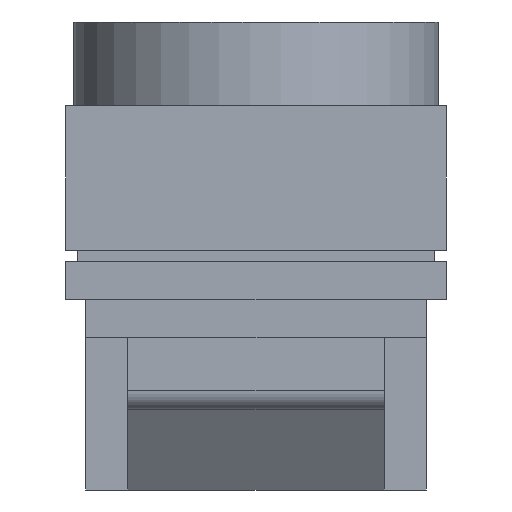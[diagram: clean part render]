
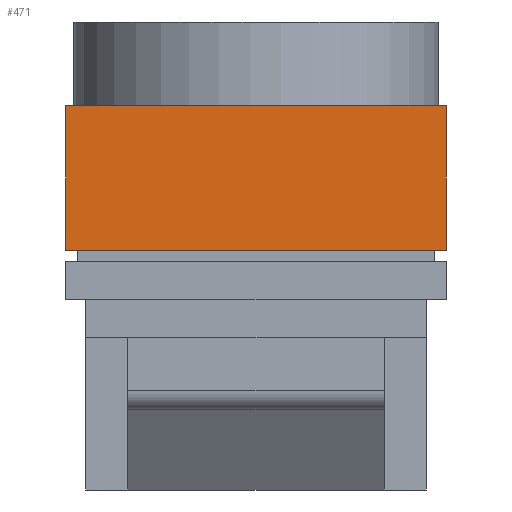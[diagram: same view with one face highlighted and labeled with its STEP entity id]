
A CAD part, left-side view. The second image highlights one B-rep face of the part: STEP entity #471.
In plain terms, the highlighted planar face has unit normal (-1, 0, 0).
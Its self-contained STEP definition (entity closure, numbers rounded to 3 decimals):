
#471 = ADVANCED_FACE( '', ( #1111 ), #1112, .F. );
#1111 = FACE_OUTER_BOUND( '', #1949, .T. );
#1112 = PLANE( '', #1950 );
#1949 = EDGE_LOOP( '', ( #3426, #3427, #3428, #3429 ) );
#1950 = AXIS2_PLACEMENT_3D( '', #3430, #3431, #3432 );
#3426 = ORIENTED_EDGE( '', *, *, #5394, .F. );
#3427 = ORIENTED_EDGE( '', *, *, #5761, .T. );
#3428 = ORIENTED_EDGE( '', *, *, #5762, .T. );
#3429 = ORIENTED_EDGE( '', *, *, #5763, .F. );
#3430 = CARTESIAN_POINT( '', ( -5., 5., 6. ) );
#3431 = DIRECTION( '', ( 1., 0., 0. ) );
#3432 = DIRECTION( '', ( 0., 0., -1. ) );
#5394 = EDGE_CURVE( '', #6376, #6369, #6378, .T. );
#5761 = EDGE_CURVE( '', #6376, #6974, #6975, .T. );
#5762 = EDGE_CURVE( '', #6974, #6976, #6977, .T. );
#5763 = EDGE_CURVE( '', #6369, #6976, #6978, .T. );
#6369 = VERTEX_POINT( '', #7946 );
#6376 = VERTEX_POINT( '', #7956 );
#6378 = LINE( '', #7959, #7960 );
#6974 = VERTEX_POINT( '', #9313 );
#6975 = LINE( '', #9314, #9315 );
#6976 = VERTEX_POINT( '', #9316 );
#6977 = LINE( '', #9317, #9318 );
#6978 = LINE( '', #9319, #9320 );
#7946 = CARTESIAN_POINT( '', ( -5., -5., 3.8 ) );
#7956 = CARTESIAN_POINT( '', ( -5., 5., 3.8 ) );
#7959 = CARTESIAN_POINT( '', ( -5., 5., 3.8 ) );
#7960 = VECTOR( '', #10633, 1000. );
#9313 = CARTESIAN_POINT( '', ( -5., 5., 0. ) );
#9314 = CARTESIAN_POINT( '', ( -5., 5., 6. ) );
#9315 = VECTOR( '', #10815, 1000. );
#9316 = CARTESIAN_POINT( '', ( -5., -5., 0. ) );
#9317 = CARTESIAN_POINT( '', ( -5., 5., 0. ) );
#9318 = VECTOR( '', #10816, 1000. );
#9319 = CARTESIAN_POINT( '', ( -5., -5., 6. ) );
#9320 = VECTOR( '', #10817, 1000. );
#10633 = DIRECTION( '', ( 0., -1., 0. ) );
#10815 = DIRECTION( '', ( 0., 0., -1. ) );
#10816 = DIRECTION( '', ( 0., -1., 0. ) );
#10817 = DIRECTION( '', ( 0., 0., -1. ) );
